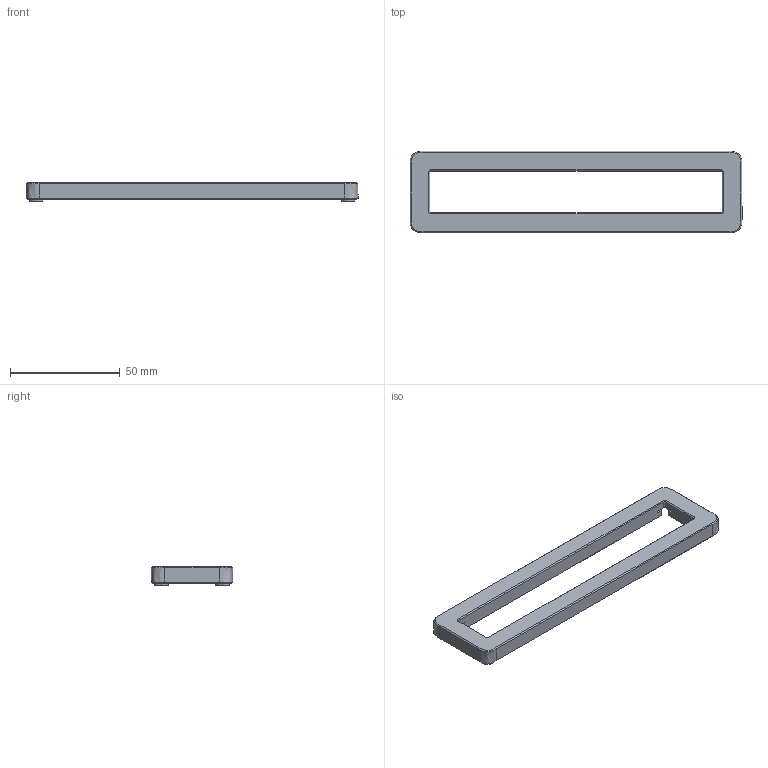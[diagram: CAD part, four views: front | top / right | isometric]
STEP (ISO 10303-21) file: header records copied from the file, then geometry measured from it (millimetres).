
FILE_DESCRIPTION (( 'STEP AP214' ), '1' );
FILE_NAME ('top.STEP', '2024-04-24T14:07:54', ( '' ), ( '' ), 'SwSTEP 2.0', 'SolidWorks 2021', '' );
FILE_SCHEMA (( 'AUTOMOTIVE_DESIGN' ));
Length unit declared in the file: millimetre
Products named in the file (1): top
Bounding box: 151 x 37 x 8.5 mm (x, y, z)
Volume: 22164.2 mm3; surface area: 11567.1 mm2
Topology: 5 solids, 5 shells, 120 faces, 306 edges, 196 vertices
Faces by surface type: plane 82, cylinder 22, bspline 12, cone 4
Entity records: 5772 total; most frequent: CARTESIAN_POINT 2871, ORIENTED_EDGE 612, DIRECTION 532, EDGE_CURVE 306, LINE 218, VECTOR 218, VERTEX_POINT 196, AXIS2_PLACEMENT_3D 157
